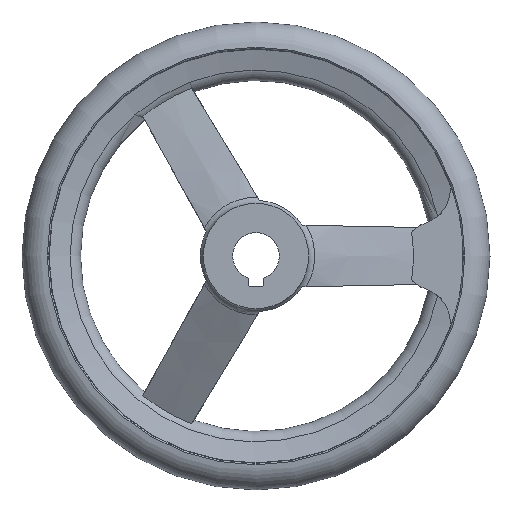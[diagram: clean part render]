
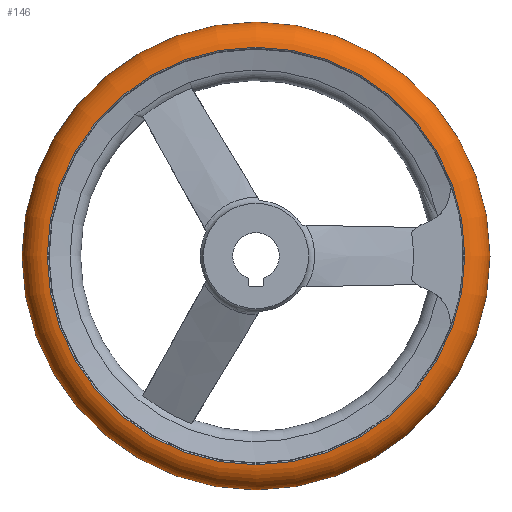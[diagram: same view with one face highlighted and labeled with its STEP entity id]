
A CAD part, front view. The second image highlights one B-rep face of the part: STEP entity #146.
In plain terms, the highlighted toroidal (fillet/blend) face has major radius 71 mm and minor radius 9 mm.
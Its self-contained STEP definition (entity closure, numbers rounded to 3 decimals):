
#146 = ADVANCED_FACE( '', ( #301, #302, #303 ), #304, .T. );
#301 = FACE_BOUND( '', #451, .T. );
#302 = FACE_OUTER_BOUND( '', #452, .T. );
#303 = FACE_OUTER_BOUND( '', #453, .T. );
#304 = TOROIDAL_SURFACE( '', #454, 71., 9. );
#451 = VERTEX_LOOP( '', #828 );
#452 = EDGE_LOOP( '', ( #829 ) );
#453 = EDGE_LOOP( '', ( #830 ) );
#454 = AXIS2_PLACEMENT_3D( '', #831, #832, #833 );
#828 = VERTEX_POINT( '', #991 );
#829 = ORIENTED_EDGE( '', *, *, #852, .T. );
#830 = ORIENTED_EDGE( '', *, *, #972, .F. );
#831 = CARTESIAN_POINT( '', ( 0., 31., 0. ) );
#832 = DIRECTION( '', ( 0., -1., 0. ) );
#833 = DIRECTION( '', ( 0., 0., -1. ) );
#852 = EDGE_CURVE( '', #1009, #1009, #1010, .T. );
#972 = EDGE_CURVE( '', #1194, #1194, #1195, .T. );
#991 = CARTESIAN_POINT( '', ( 0., 31., -80. ) );
#1009 = VERTEX_POINT( '', #1283 );
#1010 = CIRCLE( '', #1284, 71.375 );
#1194 = VERTEX_POINT( '', #1802 );
#1195 = CIRCLE( '', #1803, 71.375 );
#1283 = CARTESIAN_POINT( '', ( 0., 39.992, -71.375 ) );
#1284 = AXIS2_PLACEMENT_3D( '', #1848, #1849, #1850 );
#1802 = CARTESIAN_POINT( '', ( 0., 22.008, -71.375 ) );
#1803 = AXIS2_PLACEMENT_3D( '', #1988, #1989, #1990 );
#1848 = CARTESIAN_POINT( '', ( 0., 39.992, 0. ) );
#1849 = DIRECTION( '', ( 0., -1., 0. ) );
#1850 = DIRECTION( '', ( 0., 0., -1. ) );
#1988 = CARTESIAN_POINT( '', ( 0., 22.008, 0. ) );
#1989 = DIRECTION( '', ( 0., -1., 0. ) );
#1990 = DIRECTION( '', ( 0., 0., -1. ) );
